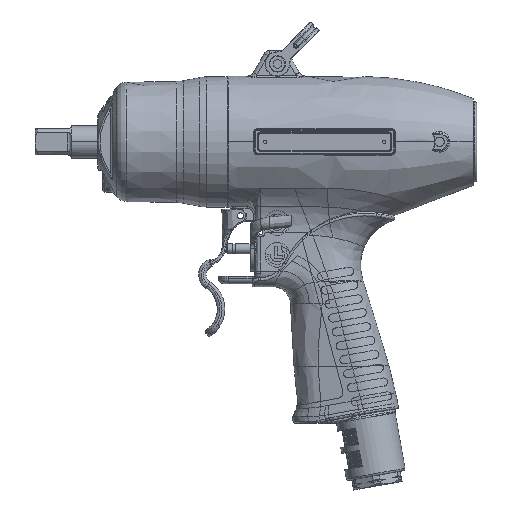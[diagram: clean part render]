
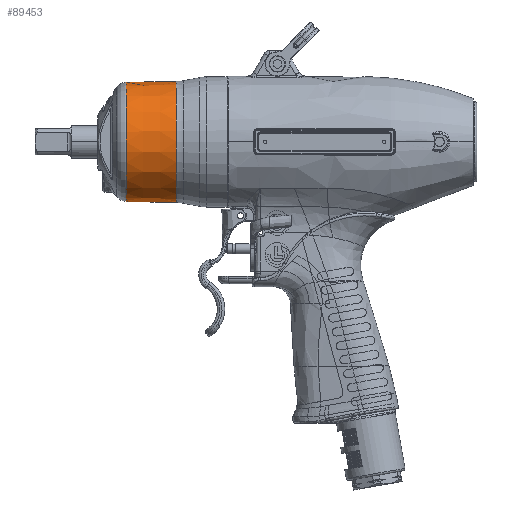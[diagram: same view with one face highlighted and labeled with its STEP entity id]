
A CAD part, top view. The second image highlights one B-rep face of the part: STEP entity #89453.
In plain terms, the highlighted conical face has half-angle 1 degrees and reference radius 29.257 mm.
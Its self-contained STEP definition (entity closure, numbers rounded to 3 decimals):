
#86321=CARTESIAN_POINT('',(0.,26.15,0.));
#86322=DIRECTION('',(0.,1.,0.));
#86323=DIRECTION('',(0.,0.,1.));
#86324=AXIS2_PLACEMENT_3D('',#86321,#86322,#86323);
#86326=CARTESIAN_POINT('',(0.,26.15,0.));
#86327=DIRECTION('',(0.,1.,0.));
#86328=DIRECTION('',(0.006,0.,1.));
#86329=AXIS2_PLACEMENT_3D('',#86326,#86327,#86328);
#86346=DIRECTION('',(0.,1.,-0.017));
#86347=VECTOR('',#86346,24.351);
#86348=CARTESIAN_POINT('',(0.,26.15,
29.469));
#86349=LINE('',#86348,#86347);
#86350=DIRECTION('',(0.,1.,0.017));
#86351=VECTOR('',#86350,24.351);
#86352=CARTESIAN_POINT('',(0.,26.15,
-29.469));
#86353=LINE('',#86352,#86351);
#88771=CARTESIAN_POINT('',(0.,50.496,0.));
#88772=DIRECTION('',(0.,-1.,0.));
#88773=DIRECTION('',(0.,0.,-1.));
#88774=AXIS2_PLACEMENT_3D('',#88771,#88772,#88773);
#88776=CARTESIAN_POINT('',(0.,50.496,0.));
#88777=DIRECTION('',(0.,-1.,0.));
#88778=DIRECTION('',(0.008,0.,-1.));
#88779=AXIS2_PLACEMENT_3D('',#88776,#88777,#88778);
#88949=CARTESIAN_POINT('',(0.,26.15,29.469));
#88950=CARTESIAN_POINT('',(0.164,26.15,
29.469));
#88951=VERTEX_POINT('',#88949);
#88952=VERTEX_POINT('',#88950);
#88953=CARTESIAN_POINT('',(0.,26.15,
-29.469));
#88954=VERTEX_POINT('',#88953);
#88955=CARTESIAN_POINT('',(0.,50.496,
29.044));
#88956=VERTEX_POINT('',#88955);
#88957=CARTESIAN_POINT('',(0.224,50.496,
-29.044));
#88958=VERTEX_POINT('',#88957);
#88959=CARTESIAN_POINT('',(0.,50.496,
-29.044));
#88960=VERTEX_POINT('',#88959);
#89436=CARTESIAN_POINT('',(0.,38.323,0.));
#89437=DIRECTION('',(0.,-1.,0.));
#89438=DIRECTION('',(0.,0.,1.));
#89439=AXIS2_PLACEMENT_3D('',#89436,#89437,#89438);
#89440=CONICAL_SURFACE('',#89439,29.257,1.);
#89441=ORIENTED_EDGE('',*,*,#89425,.F.);
#89442=ORIENTED_EDGE('',*,*,#89423,.F.);
#89444=ORIENTED_EDGE('',*,*,#89443,.T.);
#89446=ORIENTED_EDGE('',*,*,#89445,.F.);
#89448=ORIENTED_EDGE('',*,*,#89447,.F.);
#89450=ORIENTED_EDGE('',*,*,#89449,.F.);
#89451=EDGE_LOOP('',(#89441,#89442,#89444,#89446,#89448,#89450));
#89452=FACE_OUTER_BOUND('',#89451,.F.);
#89453=ADVANCED_FACE('',(#89452),#89440,.T.);
#86325=CIRCLE('',#86324,29.469);
#86330=CIRCLE('',#86329,29.469);
#88775=CIRCLE('',#88774,29.044);
#88780=CIRCLE('',#88779,29.044);
#89423=EDGE_CURVE('',#88951,#88952,#86325,.T.);
#89425=EDGE_CURVE('',#88952,#88954,#86330,.T.);
#89443=EDGE_CURVE('',#88951,#88956,#86349,.T.);
#89445=EDGE_CURVE('',#88958,#88956,#88780,.T.);
#89447=EDGE_CURVE('',#88960,#88958,#88775,.T.);
#89449=EDGE_CURVE('',#88954,#88960,#86353,.T.);
